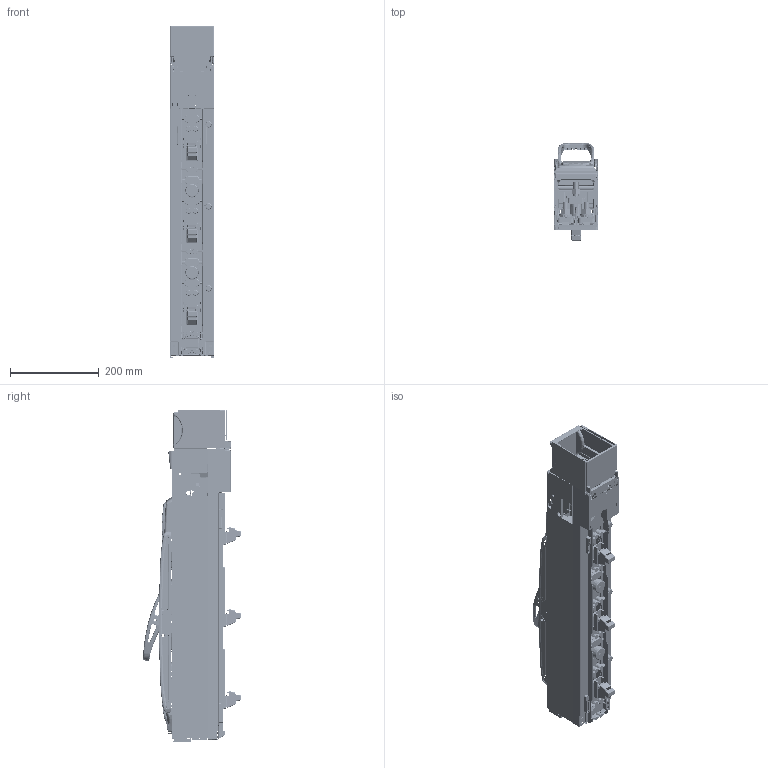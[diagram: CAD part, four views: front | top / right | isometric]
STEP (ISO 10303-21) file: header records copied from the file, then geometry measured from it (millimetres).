
FILE_DESCRIPTION((''),'2;1');
FILE_NAME('ZLBM3-3P-Z-M12','2021-08-16T15:39:44',('FIKASAV3'),(''),'CREO PARAMETRIC BY PTC INC, 2020184','CREO PARAMETRIC BY PTC INC, 2020184','');
FILE_SCHEMA(('AUTOMOTIVE_DESIGN { 1 0 10303 214 1 1 1 1 }'));
Products named in the file (1): ZLBM3-3P-Z-M12
Bounding box: 99 x 220.93 x 748.79 mm (x, y, z)
Volume: 4394240.6 mm3; surface area: 1314595.3 mm2
Topology: 1 solids, 978 shells, 6048 faces, 43943 edges, 38253 vertices
Faces by surface type: plane 3393, cylinder 1376, bspline 537, torus 370, cone 259, extrusion 69, sphere 44
Entity records: 774126 total; most frequent: CARTESIAN_POINT 443035, ORIENTED_EDGE 52053, DIRECTION 46919, EDGE_CURVE 43862, VERTEX_POINT 38252, VECTOR 22986, LINE 22933, B_SPLINE_CURVE_WITH_KNOTS 14470
